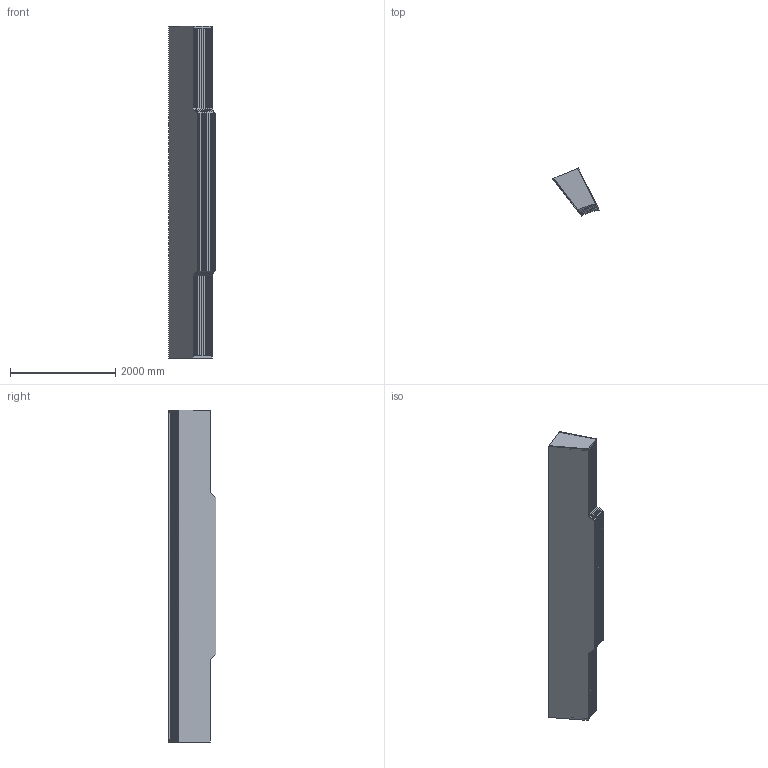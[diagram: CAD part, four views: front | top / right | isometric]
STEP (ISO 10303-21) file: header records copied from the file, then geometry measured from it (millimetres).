
FILE_DESCRIPTION (( 'STEP AP214' ), '1' );
FILE_NAME ('2021MAY12_sPHENIX_CM_Full_Sector.STEP', '2024-02-16T10:09:31', ( '' ), ( '' ), 'SwSTEP 2.0', 'SolidWorks 2021', '' );
FILE_SCHEMA (( 'AUTOMOTIVE_DESIGN' ));
Length unit declared in the file: millimetre
Products named in the file (9): 2021MAY12_sPHENIX_CM_Full_NoCombs.STEP; Outer HCal Absorber Plate_Mod.stp.STEP.STEP; Outer HCal End Plate A_Mod.stp.STEP.STEP; Outer HCal Sector_Mod.stp.STEP.STEP; 2021MAY12_sPHENIX_CM.STEP.STEP; Outer HCal End Plate B_Mod.stp.STEP.STEP; 2021MAY12_sPHENIX_CM_Full_Sector; Outer HCal Half Absorber Plate A_Mod.stp.STEP.STEP; Outer HCal Half Absorber Plate B_Mod.stp.STEP.STEP
Assembly tree (16 placements, depth 5):
  2021MAY12_sPHENIX_CM_Full_Sector
    2021MAY12_sPHENIX_CM_Full_NoCombs.STEP
      2021MAY12_sPHENIX_CM.STEP.STEP
        Outer HCal Sector_Mod.stp.STEP.STEP
          Outer HCal Absorber Plate_Mod.stp.STEP.STEP  x9
          Outer HCal Half Absorber Plate A_Mod.stp.STEP.STEP
          Outer HCal Half Absorber Plate B_Mod.stp.STEP.STEP
          Outer HCal End Plate A_Mod.stp.STEP.STEP
          Outer HCal End Plate B_Mod.stp.STEP.STEP
Bounding box: 878.45 x 906.77 x 6316.2 mm (x, y, z)
Volume: 1659154083.3 mm3; surface area: 112944010.3 mm2
Topology: 13 solids, 13 shells, 122 faces, 288 edges, 192 vertices
Faces by surface type: plane 120, cylinder 2
Entity records: 1548 total; most frequent: DIRECTION 228, CARTESIAN_POINT 224, ORIENTED_EDGE 192, EDGE_CURVE 96, LINE 92, VECTOR 92, AXIS2_PLACEMENT_3D 68, VERTEX_POINT 64
